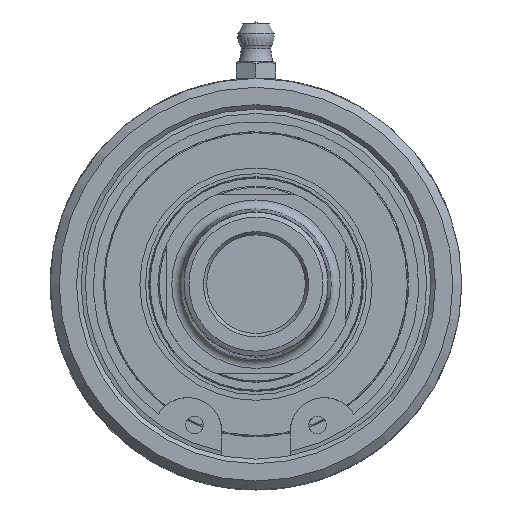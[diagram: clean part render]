
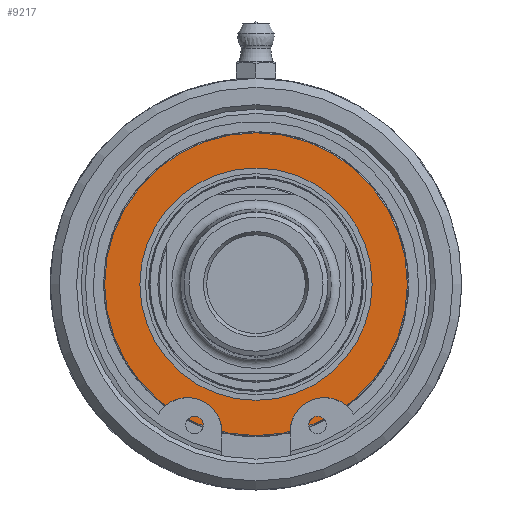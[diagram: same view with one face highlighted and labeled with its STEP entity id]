
A CAD part, left-side view. The second image highlights one B-rep face of the part: STEP entity #9217.
In plain terms, the highlighted planar face has unit normal (-1, 0, 0).
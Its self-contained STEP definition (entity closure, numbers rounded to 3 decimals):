
#2034=FACE_BOUND('',#3109,.T.);
#2533=FACE_OUTER_BOUND('',#3108,.T.);
#3108=EDGE_LOOP('',(#8371,#8372));
#3109=EDGE_LOOP('',(#8373,#8374));
#3427=CIRCLE('',#10107,20.6);
#3428=CIRCLE('',#10108,20.6);
#3429=CIRCLE('',#10110,26.85);
#3430=CIRCLE('',#10111,26.85);
#4331=VERTEX_POINT('',#21654);
#4332=VERTEX_POINT('',#21655);
#4333=VERTEX_POINT('',#21660);
#4334=VERTEX_POINT('',#21661);
#5689=EDGE_CURVE('',#4331,#4332,#3427,.T.);
#5690=EDGE_CURVE('',#4332,#4331,#3428,.T.);
#5692=EDGE_CURVE('',#4333,#4334,#3429,.T.);
#5693=EDGE_CURVE('',#4334,#4333,#3430,.T.);
#8371=ORIENTED_EDGE('',*,*,#5692,.F.);
#8372=ORIENTED_EDGE('',*,*,#5693,.F.);
#8373=ORIENTED_EDGE('',*,*,#5689,.T.);
#8374=ORIENTED_EDGE('',*,*,#5690,.T.);
#8712=PLANE('',#10109);
#9217=ADVANCED_FACE('',(#2533,#2034),#8712,.T.);
#10107=AXIS2_PLACEMENT_3D('',#21656,#12286,#12287);
#10108=AXIS2_PLACEMENT_3D('',#21657,#12288,#12289);
#10109=AXIS2_PLACEMENT_3D('',#21659,#12291,#12292);
#10110=AXIS2_PLACEMENT_3D('',#21662,#12293,#12294);
#10111=AXIS2_PLACEMENT_3D('',#21663,#12295,#12296);
#12286=DIRECTION('center_axis',(1.,0.,0.));
#12287=DIRECTION('ref_axis',(0.,-1.,0.));
#12288=DIRECTION('center_axis',(1.,0.,0.));
#12289=DIRECTION('ref_axis',(0.,-1.,0.));
#12291=DIRECTION('center_axis',(-1.,0.,0.));
#12292=DIRECTION('ref_axis',(0.,1.,0.));
#12293=DIRECTION('center_axis',(1.,0.,0.));
#12294=DIRECTION('ref_axis',(0.,-1.,0.));
#12295=DIRECTION('center_axis',(1.,0.,0.));
#12296=DIRECTION('ref_axis',(0.,-1.,0.));
#21654=CARTESIAN_POINT('',(41.9,-20.6,0.));
#21655=CARTESIAN_POINT('',(41.9,20.6,0.));
#21656=CARTESIAN_POINT('Origin',(41.9,0.,0.));
#21657=CARTESIAN_POINT('Origin',(41.9,0.,0.));
#21659=CARTESIAN_POINT('Origin',(41.9,-23.725,0.));
#21660=CARTESIAN_POINT('',(41.9,-26.85,0.));
#21661=CARTESIAN_POINT('',(41.9,26.85,0.));
#21662=CARTESIAN_POINT('Origin',(41.9,0.,0.));
#21663=CARTESIAN_POINT('Origin',(41.9,0.,0.));
